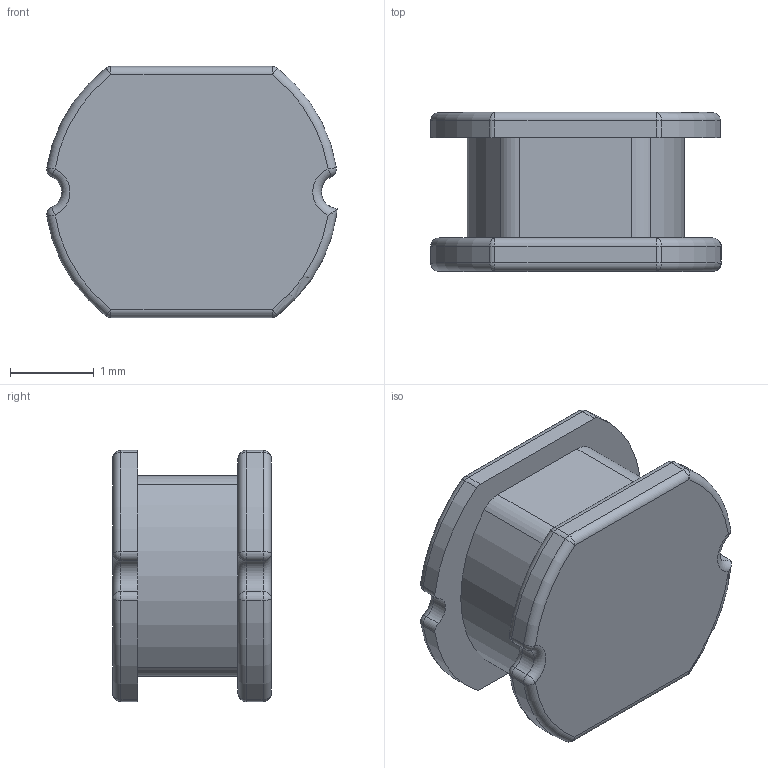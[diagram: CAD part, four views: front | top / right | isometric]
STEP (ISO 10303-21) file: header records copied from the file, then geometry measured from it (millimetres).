
FILE_DESCRIPTION (( 'STEP AP214' ), '1' );
FILE_NAME ('电感.STEP', '2018-08-24T06:45:06', ( 'Microsoft的温柔' ), ( 'Microsoft地方' ), 'SwSTEP 2.0', 'SolidWorks 2013', '' );
FILE_SCHEMA (( 'AUTOMOTIVE_DESIGN' ));
Length unit declared in the file: millimetre
Products named in the file (1): 萇覜
Bounding box: 3.48 x 1.9 x 3 mm (x, y, z)
Volume: 12.8 mm3; surface area: 41.8 mm2
Topology: 1 solids, 1 shells, 89 faces, 209 edges, 102 vertices
Faces by surface type: cylinder 39, sphere 22, torus 18, plane 10
Entity records: 2530 total; most frequent: DIRECTION 493, CARTESIAN_POINT 415, ORIENTED_EDGE 374, AXIS2_PLACEMENT_3D 218, EDGE_CURVE 187, CIRCLE 128, VERTEX_POINT 102, EDGE_LOOP 91
